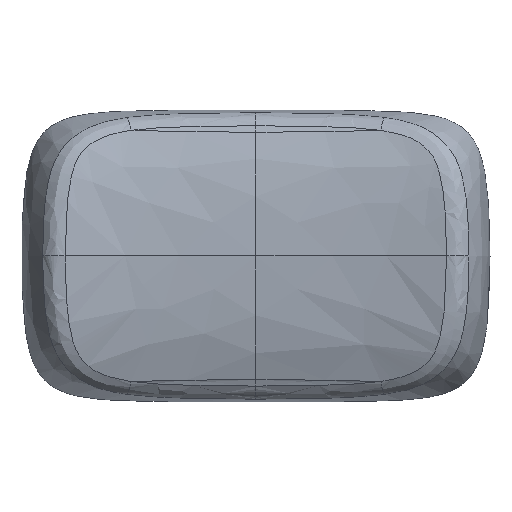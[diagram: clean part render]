
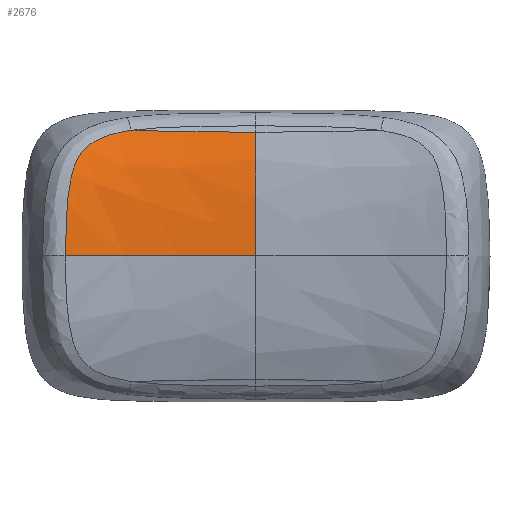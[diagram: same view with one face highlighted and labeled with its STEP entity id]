
A CAD part, top view. The second image highlights one B-rep face of the part: STEP entity #2676.
In plain terms, the highlighted free-form (B-spline) face has degree [3, 3] with [6, 5] control points.
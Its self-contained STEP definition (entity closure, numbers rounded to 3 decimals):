
#17=(
BOUNDED_CURVE()
B_SPLINE_CURVE(5,(#13826,#13827,#13828,#13829,#13830,#13831,#13832,#13833),
 .UNSPECIFIED.,.F.,.F.)
B_SPLINE_CURVE_WITH_KNOTS((6,1,1,6),(-1.,-0.8,-0.6,-0.534),
 .UNSPECIFIED.)
CURVE()
GEOMETRIC_REPRESENTATION_ITEM()
RATIONAL_B_SPLINE_CURVE((1.,1.,1.,1.,1.,1.,1.,1.))
REPRESENTATION_ITEM('')
);
#18=(
BOUNDED_CURVE()
B_SPLINE_CURVE(5,(#13864,#13865,#13866,#13867,#13868,#13869,#13870,#13871,
#13872,#13873),.UNSPECIFIED.,.F.,.F.)
B_SPLINE_CURVE_WITH_KNOTS((6,1,1,1,1,6),(0.105,0.2,0.4,0.6,
0.8,1.),.UNSPECIFIED.)
CURVE()
GEOMETRIC_REPRESENTATION_ITEM()
RATIONAL_B_SPLINE_CURVE((1.,1.,1.,1.,1.,1.,1.,1.,1.,1.))
REPRESENTATION_ITEM('')
);
#324=FACE_OUTER_BOUND('',#490,.T.);
#490=EDGE_LOOP('',(#2381,#2382,#2383,#2384));
#849=B_SPLINE_CURVE_WITH_KNOTS('',3,(#13356,#13357,#13358,#13359,#13360,
#13361,#13362,#13363,#13364,#13365),.UNSPECIFIED.,.F.,.F.,(4,1,1,1,1,1,
1,4),(0.,0.129,0.388,0.517,0.581,
0.646,0.775,0.904),.UNSPECIFIED.);
#857=B_SPLINE_CURVE_WITH_KNOTS('',3,(#13775,#13776,#13777,#13778,#13779),
 .UNSPECIFIED.,.F.,.F.,(4,1,4),(0.,0.571,1.),.UNSPECIFIED.);
#1119=VERTEX_POINT('',#13352);
#1120=VERTEX_POINT('',#13354);
#1127=VERTEX_POINT('',#13765);
#1128=VERTEX_POINT('',#13774);
#1529=EDGE_CURVE('',#1120,#1119,#849,.T.);
#1544=EDGE_CURVE('',#1128,#1127,#857,.T.);
#1547=EDGE_CURVE('',#1127,#1119,#17,.T.);
#1548=EDGE_CURVE('',#1120,#1128,#18,.T.);
#2381=ORIENTED_EDGE('',*,*,#1529,.F.);
#2382=ORIENTED_EDGE('',*,*,#1548,.T.);
#2383=ORIENTED_EDGE('',*,*,#1544,.T.);
#2384=ORIENTED_EDGE('',*,*,#1547,.T.);
#2515=B_SPLINE_SURFACE_WITH_KNOTS('',3,3,((#13834,#13835,#13836,#13837,
#13838),(#13839,#13840,#13841,#13842,#13843),(#13844,#13845,#13846,#13847,
#13848),(#13849,#13850,#13851,#13852,#13853),(#13854,#13855,#13856,#13857,
#13858),(#13859,#13860,#13861,#13862,#13863)),.UNSPECIFIED.,.F.,.F.,.F.,
(4,1,1,4),(4,1,4),(-1.,-0.744,-0.489,-0.105),
(0.,0.571,1.),.UNSPECIFIED.);
#2676=ADVANCED_FACE('',(#324),#2515,.F.);
#13352=CARTESIAN_POINT('',(-7.066,7.104,4.059));
#13354=CARTESIAN_POINT('',(-10.789,0.,5.64));
#13356=CARTESIAN_POINT('Ctrl Pts',(-10.789,0.,
5.64));
#13357=CARTESIAN_POINT('Ctrl Pts',(-10.789,0.44,5.64));
#13358=CARTESIAN_POINT('Ctrl Pts',(-10.76,1.765,5.618));
#13359=CARTESIAN_POINT('Ctrl Pts',(-10.663,3.57,5.486));
#13360=CARTESIAN_POINT('Ctrl Pts',(-10.303,5.132,5.136));
#13361=CARTESIAN_POINT('Ctrl Pts',(-9.862,5.895,4.862));
#13362=CARTESIAN_POINT('Ctrl Pts',(-9.244,6.478,4.582));
#13363=CARTESIAN_POINT('Ctrl Pts',(-8.287,6.884,4.289));
#13364=CARTESIAN_POINT('Ctrl Pts',(-7.476,7.043,4.127));
#13365=CARTESIAN_POINT('Ctrl Pts',(-7.066,7.104,4.059));
#13765=CARTESIAN_POINT('',(0.,7.,3.8));
#13774=CARTESIAN_POINT('',(0.,0.,4.8));
#13775=CARTESIAN_POINT('Ctrl Pts',(0.,0.,
4.8));
#13776=CARTESIAN_POINT('Ctrl Pts',(0.,2.41,
4.8));
#13777=CARTESIAN_POINT('Ctrl Pts',(0.,4.949,
4.503));
#13778=CARTESIAN_POINT('Ctrl Pts',(0.,6.448,
4.022));
#13779=CARTESIAN_POINT('Ctrl Pts',(0.,7.,
3.8));
#13826=CARTESIAN_POINT('Ctrl Pts',(0.,7.,
3.8));
#13827=CARTESIAN_POINT('Ctrl Pts',(-0.824,7.,
3.8));
#13828=CARTESIAN_POINT('Ctrl Pts',(-2.365,7.004,3.81));
#13829=CARTESIAN_POINT('Ctrl Pts',(-3.915,7.02,3.848));
#13830=CARTESIAN_POINT('Ctrl Pts',(-5.216,7.045,3.912));
#13831=CARTESIAN_POINT('Ctrl Pts',(-6.333,7.078,3.994));
#13832=CARTESIAN_POINT('Ctrl Pts',(-6.922,7.099,4.046));
#13833=CARTESIAN_POINT('Ctrl Pts',(-7.066,7.104,4.059));
#13834=CARTESIAN_POINT('Ctrl Pts',(0.,0.,
4.8));
#13835=CARTESIAN_POINT('Ctrl Pts',(0.,2.41,
4.8));
#13836=CARTESIAN_POINT('Ctrl Pts',(0.,4.949,
4.503));
#13837=CARTESIAN_POINT('Ctrl Pts',(0.,6.448,
4.022));
#13838=CARTESIAN_POINT('Ctrl Pts',(0.,7.,
3.8));
#13839=CARTESIAN_POINT('Ctrl Pts',(-1.755,0.,
4.8));
#13840=CARTESIAN_POINT('Ctrl Pts',(-1.755,2.41,4.8));
#13841=CARTESIAN_POINT('Ctrl Pts',(-1.755,4.95,4.503));
#13842=CARTESIAN_POINT('Ctrl Pts',(-1.755,6.448,4.022));
#13843=CARTESIAN_POINT('Ctrl Pts',(-1.755,7.,3.8));
#13844=CARTESIAN_POINT('Ctrl Pts',(-4.665,0.,
4.866));
#13845=CARTESIAN_POINT('Ctrl Pts',(-4.665,2.413,4.866));
#13846=CARTESIAN_POINT('Ctrl Pts',(-4.665,4.962,4.568));
#13847=CARTESIAN_POINT('Ctrl Pts',(-4.665,6.468,4.085));
#13848=CARTESIAN_POINT('Ctrl Pts',(-4.665,7.025,3.861));
#13849=CARTESIAN_POINT('Ctrl Pts',(-8.161,0.,
5.157));
#13850=CARTESIAN_POINT('Ctrl Pts',(-8.161,2.426,5.157));
#13851=CARTESIAN_POINT('Ctrl Pts',(-8.161,5.018,4.856));
#13852=CARTESIAN_POINT('Ctrl Pts',(-8.161,6.559,4.362));
#13853=CARTESIAN_POINT('Ctrl Pts',(-8.161,7.133,4.131));
#13854=CARTESIAN_POINT('Ctrl Pts',(-9.883,0.,
5.45));
#13855=CARTESIAN_POINT('Ctrl Pts',(-9.883,2.439,5.45));
#13856=CARTESIAN_POINT('Ctrl Pts',(-9.883,5.075,5.146));
#13857=CARTESIAN_POINT('Ctrl Pts',(-9.883,6.65,4.641));
#13858=CARTESIAN_POINT('Ctrl Pts',(-9.883,7.243,4.403));
#13859=CARTESIAN_POINT('Ctrl Pts',(-10.789,0.,
5.64));
#13860=CARTESIAN_POINT('Ctrl Pts',(-10.789,2.447,5.64));
#13861=CARTESIAN_POINT('Ctrl Pts',(-10.789,5.111,5.334));
#13862=CARTESIAN_POINT('Ctrl Pts',(-10.789,6.709,4.822));
#13863=CARTESIAN_POINT('Ctrl Pts',(-10.789,7.313,4.579));
#13864=CARTESIAN_POINT('Ctrl Pts',(-10.789,0.,
5.64));
#13865=CARTESIAN_POINT('Ctrl Pts',(-10.654,0.,
5.612));
#13866=CARTESIAN_POINT('Ctrl Pts',(-10.228,0.,
5.525));
#13867=CARTESIAN_POINT('Ctrl Pts',(-9.468,0.,
5.385));
#13868=CARTESIAN_POINT('Ctrl Pts',(-8.283,0.,
5.2));
#13869=CARTESIAN_POINT('Ctrl Pts',(-6.468,0.,
4.995));
#13870=CARTESIAN_POINT('Ctrl Pts',(-4.358,0.,
4.864));
#13871=CARTESIAN_POINT('Ctrl Pts',(-2.365,0.,
4.812));
#13872=CARTESIAN_POINT('Ctrl Pts',(-0.824,0.,
4.8));
#13873=CARTESIAN_POINT('Ctrl Pts',(0.,0.,
4.8));
